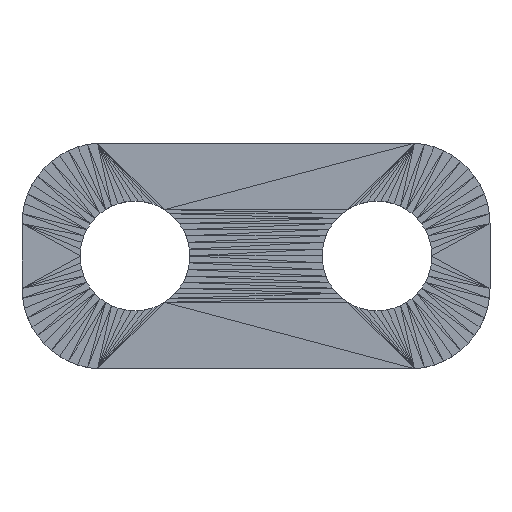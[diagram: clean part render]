
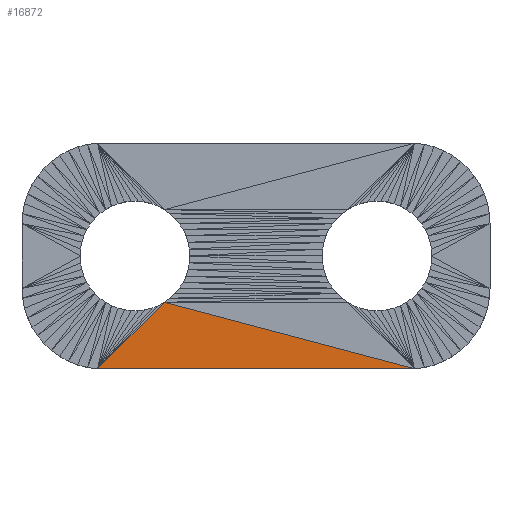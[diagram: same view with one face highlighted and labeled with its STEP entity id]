
A CAD part, top view. The second image highlights one B-rep face of the part: STEP entity #16872.
In plain terms, the highlighted planar face has unit normal (0, 0, 1).
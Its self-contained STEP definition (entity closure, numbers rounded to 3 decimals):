
#13435 = VERTEX_POINT('',#13436);
#13436 = CARTESIAN_POINT('',(-2.839,-1.435,1.5));
#13592 = PLANE('',#13593);
#13593 = AXIS2_PLACEMENT_3D('',#13594,#13595,#13596);
#13594 = CARTESIAN_POINT('',(-3.882,-2.453,1.5));
#13595 = DIRECTION('',(0.,0.,1.));
#13596 = DIRECTION('',(1.,0.,0.));
#15987 = VERTEX_POINT('',#15988);
#15988 = CARTESIAN_POINT('',(4.907,-3.495,1.5));
#16234 = PLANE('',#16235);
#16235 = AXIS2_PLACEMENT_3D('',#16236,#16237,#16238);
#16236 = CARTESIAN_POINT('',(1.179,-2.113,1.5));
#16237 = DIRECTION('',(0.,0.,1.));
#16238 = DIRECTION('',(0.,1.,0.));
#16668 = EDGE_CURVE('',#13435,#15987,#16669,.T.);
#16669 = SURFACE_CURVE('',#16670,(#16674,#16681),.PCURVE_S1.);
#16670 = LINE('',#16671,#16672);
#16671 = CARTESIAN_POINT('',(-2.839,-1.435,1.5));
#16672 = VECTOR('',#16673,1.);
#16673 = DIRECTION('',(0.966,-0.257,0.));
#16674 = PCURVE('',#16234,#16675);
#16675 = DEFINITIONAL_REPRESENTATION('',(#16676),#16680);
#16676 = LINE('',#16677,#16678);
#16677 = CARTESIAN_POINT('',(0.678,4.018));
#16678 = VECTOR('',#16679,1.);
#16679 = DIRECTION('',(-0.257,-0.966));
#16680 = ( GEOMETRIC_REPRESENTATION_CONTEXT(2) 
PARAMETRIC_REPRESENTATION_CONTEXT() REPRESENTATION_CONTEXT('2D SPACE',''
  ) );
#16681 = PCURVE('',#16682,#16687);
#16682 = PLANE('',#16683);
#16683 = AXIS2_PLACEMENT_3D('',#16684,#16685,#16686);
#16684 = CARTESIAN_POINT('',(-0.145,-2.952,1.5));
#16685 = DIRECTION('',(0.,0.,1.));
#16686 = DIRECTION('',(1.,0.,-0.));
#16687 = DEFINITIONAL_REPRESENTATION('',(#16688),#16692);
#16688 = LINE('',#16689,#16690);
#16689 = CARTESIAN_POINT('',(-2.694,1.517));
#16690 = VECTOR('',#16691,1.);
#16691 = DIRECTION('',(0.966,-0.257));
#16692 = ( GEOMETRIC_REPRESENTATION_CONTEXT(2) 
PARAMETRIC_REPRESENTATION_CONTEXT() REPRESENTATION_CONTEXT('2D SPACE',''
  ) );
#16698 = EDGE_CURVE('',#16699,#13435,#16701,.T.);
#16699 = VERTEX_POINT('',#16700);
#16700 = CARTESIAN_POINT('',(-4.907,-3.495,1.5));
#16701 = SURFACE_CURVE('',#16702,(#16706,#16713),.PCURVE_S1.);
#16702 = LINE('',#16703,#16704);
#16703 = CARTESIAN_POINT('',(-4.907,-3.495,1.5));
#16704 = VECTOR('',#16705,1.);
#16705 = DIRECTION('',(0.709,0.706,0.));
#16706 = PCURVE('',#13592,#16707);
#16707 = DEFINITIONAL_REPRESENTATION('',(#16708),#16712);
#16708 = LINE('',#16709,#16710);
#16709 = CARTESIAN_POINT('',(-1.025,-1.042));
#16710 = VECTOR('',#16711,1.);
#16711 = DIRECTION('',(0.709,0.706));
#16712 = ( GEOMETRIC_REPRESENTATION_CONTEXT(2) 
PARAMETRIC_REPRESENTATION_CONTEXT() REPRESENTATION_CONTEXT('2D SPACE',''
  ) );
#16713 = PCURVE('',#16682,#16714);
#16714 = DEFINITIONAL_REPRESENTATION('',(#16715),#16719);
#16715 = LINE('',#16716,#16717);
#16716 = CARTESIAN_POINT('',(-4.762,-0.543));
#16717 = VECTOR('',#16718,1.);
#16718 = DIRECTION('',(0.709,0.706));
#16719 = ( GEOMETRIC_REPRESENTATION_CONTEXT(2) 
PARAMETRIC_REPRESENTATION_CONTEXT() REPRESENTATION_CONTEXT('2D SPACE',''
  ) );
#16872 = ADVANCED_FACE('',(#16873),#16682,.T.);
#16873 = FACE_BOUND('',#16874,.T.);
#16874 = EDGE_LOOP('',(#16875,#16876,#16902));
#16875 = ORIENTED_EDGE('',*,*,#16698,.F.);
#16876 = ORIENTED_EDGE('',*,*,#16877,.T.);
#16877 = EDGE_CURVE('',#16699,#15987,#16878,.T.);
#16878 = SURFACE_CURVE('',#16879,(#16883,#16890),.PCURVE_S1.);
#16879 = LINE('',#16880,#16881);
#16880 = CARTESIAN_POINT('',(-4.907,-3.495,1.5));
#16881 = VECTOR('',#16882,1.);
#16882 = DIRECTION('',(1.,0.,0.));
#16883 = PCURVE('',#16682,#16884);
#16884 = DEFINITIONAL_REPRESENTATION('',(#16885),#16889);
#16885 = LINE('',#16886,#16887);
#16886 = CARTESIAN_POINT('',(-4.762,-0.543));
#16887 = VECTOR('',#16888,1.);
#16888 = DIRECTION('',(1.,0.));
#16889 = ( GEOMETRIC_REPRESENTATION_CONTEXT(2) 
PARAMETRIC_REPRESENTATION_CONTEXT() REPRESENTATION_CONTEXT('2D SPACE',''
  ) );
#16890 = PCURVE('',#16891,#16896);
#16891 = PLANE('',#16892);
#16892 = AXIS2_PLACEMENT_3D('',#16893,#16894,#16895);
#16893 = CARTESIAN_POINT('',(-0.347,-3.495,
    1.097));
#16894 = DIRECTION('',(0.,-1.,0.));
#16895 = DIRECTION('',(0.,0.,-1.));
#16896 = DEFINITIONAL_REPRESENTATION('',(#16897),#16901);
#16897 = LINE('',#16898,#16899);
#16898 = CARTESIAN_POINT('',(-0.403,-4.56));
#16899 = VECTOR('',#16900,1.);
#16900 = DIRECTION('',(0.,1.));
#16901 = ( GEOMETRIC_REPRESENTATION_CONTEXT(2) 
PARAMETRIC_REPRESENTATION_CONTEXT() REPRESENTATION_CONTEXT('2D SPACE',''
  ) );
#16902 = ORIENTED_EDGE('',*,*,#16668,.F.);
